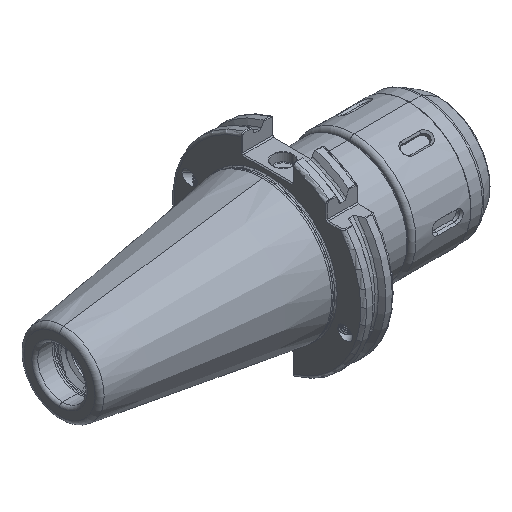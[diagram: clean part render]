
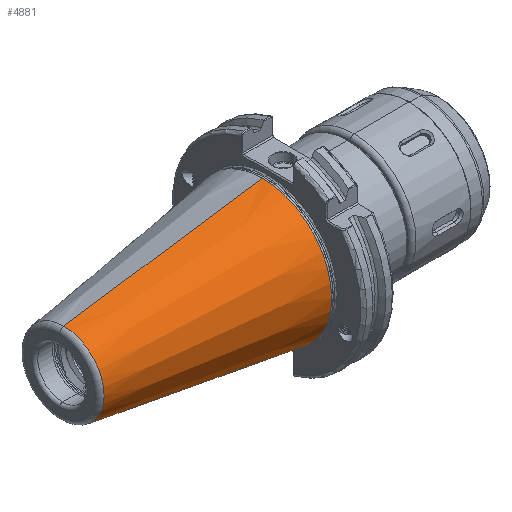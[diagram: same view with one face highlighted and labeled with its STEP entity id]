
A CAD part, isometric view. The second image highlights one B-rep face of the part: STEP entity #4881.
In plain terms, the highlighted conical face has half-angle 8.297 degrees and reference radius 35.392 mm.
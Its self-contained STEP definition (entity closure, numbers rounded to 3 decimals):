
#957 = ORIENTED_EDGE ( 'NONE', *, *, #29958, .F. ) ;
#964 = ORIENTED_EDGE ( 'NONE', *, *, #30621, .F. ) ;
#973 = ORIENTED_EDGE ( 'NONE', *, *, #29842, .T. ) ;
#992 = ORIENTED_EDGE ( 'NONE', *, *, #29857, .F. ) ;
#1003 = ORIENTED_EDGE ( 'NONE', *, *, #30574, .T. ) ;
#4881 = ADVANCED_FACE ( 'NONE', ( #27987 ), #27961, .T. ) ;
#6410 = VECTOR ( 'NONE', #36302, 1000. ) ;
#6422 = CIRCLE ( 'NONE', #32040, 35.027 ) ;
#6447 = LINE ( 'NONE', #36090, #6410 ) ;
#6482 = LINE ( 'NONE', #35742, #6492 ) ;
#6492 = VECTOR ( 'NONE', #35655, 1000. ) ;
#6796 = CIRCLE ( 'NONE', #32186, 35.027 ) ;
#6812 = CIRCLE ( 'NONE', #32119, 20.399 ) ;
#9072 = DIRECTION ( 'NONE',  ( 0., 0., -1. ) ) ;
#9128 = CARTESIAN_POINT ( 'NONE',  ( 0., 0., 0. ) ) ;
#9138 = DIRECTION ( 'NONE',  ( 1., 0., 0. ) ) ;
#15175 = EDGE_LOOP ( 'NONE', ( #957, #1003, #973, #964, #992 ) ) ;
#24028 = CARTESIAN_POINT ( 'NONE',  ( -2.5, 0., 35.027 ) ) ;
#24048 = CARTESIAN_POINT ( 'NONE',  ( -102.811, 0., -20.399 ) ) ;
#24095 = CARTESIAN_POINT ( 'NONE',  ( -2.5, 0., -35.027 ) ) ;
#24124 = CARTESIAN_POINT ( 'NONE',  ( -2.5, -35.027, 0. ) ) ;
#24134 = CARTESIAN_POINT ( 'NONE',  ( -102.811, 0., 20.399 ) ) ;
#27961 = CONICAL_SURFACE ( 'NONE', #31596, 35.392, 0.145 ) ;
#27987 = FACE_OUTER_BOUND ( 'NONE', #15175, .T. ) ;
#28665 = DIRECTION ( 'NONE',  ( 0., 0., 1. ) ) ;
#28703 = CARTESIAN_POINT ( 'NONE',  ( -102.811, 0., 0. ) ) ;
#28705 = DIRECTION ( 'NONE',  ( 1., 0., 0. ) ) ;
#28884 = DIRECTION ( 'NONE',  ( 0., 1., 0. ) ) ;
#28904 = CARTESIAN_POINT ( 'NONE',  ( -2.5, 0., 0. ) ) ;
#28923 = DIRECTION ( 'NONE',  ( 1., 0., 0. ) ) ;
#29842 = EDGE_CURVE ( 'NONE', #41316, #41374, #6447, .T. ) ;
#29857 = EDGE_CURVE ( 'NONE', #41295, #41351, #6422, .T. ) ;
#29958 = EDGE_CURVE ( 'NONE', #41354, #41295, #6482, .T. ) ;
#30574 = EDGE_CURVE ( 'NONE', #41354, #41316, #6812, .T. ) ;
#30621 = EDGE_CURVE ( 'NONE', #41351, #41374, #6796, .T. ) ;
#31596 = AXIS2_PLACEMENT_3D ( 'NONE', #9128, #9138, #9072 ) ;
#32040 = AXIS2_PLACEMENT_3D ( 'NONE', #36348, #36328, #36335 ) ;
#32119 = AXIS2_PLACEMENT_3D ( 'NONE', #28703, #28705, #28665 ) ;
#32186 = AXIS2_PLACEMENT_3D ( 'NONE', #28904, #28923, #28884 ) ;
#35655 = DIRECTION ( 'NONE',  ( 0.99, 0., 0.144 ) ) ;
#35742 = CARTESIAN_POINT ( 'NONE',  ( 0., 0., 35.392 ) ) ;
#36090 = CARTESIAN_POINT ( 'NONE',  ( 0., 0., -35.392 ) ) ;
#36302 = DIRECTION ( 'NONE',  ( 0.99, 0., -0.144 ) ) ;
#36328 = DIRECTION ( 'NONE',  ( 1., 0., 0. ) ) ;
#36335 = DIRECTION ( 'NONE',  ( 0., 1., 0. ) ) ;
#36348 = CARTESIAN_POINT ( 'NONE',  ( -2.5, 0., 0. ) ) ;
#41295 = VERTEX_POINT ( 'NONE', #24028 ) ;
#41316 = VERTEX_POINT ( 'NONE', #24048 ) ;
#41351 = VERTEX_POINT ( 'NONE', #24124 ) ;
#41354 = VERTEX_POINT ( 'NONE', #24134 ) ;
#41374 = VERTEX_POINT ( 'NONE', #24095 ) ;
